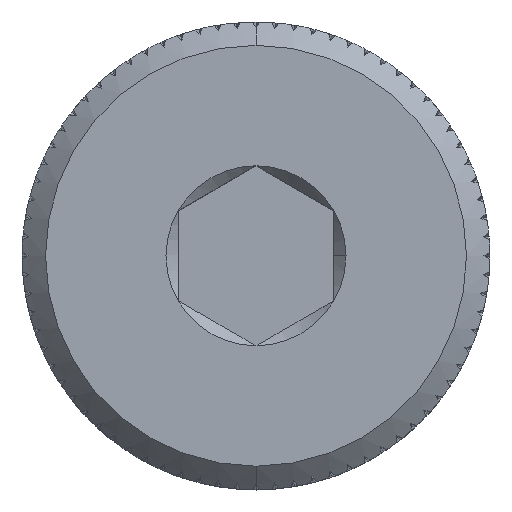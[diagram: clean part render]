
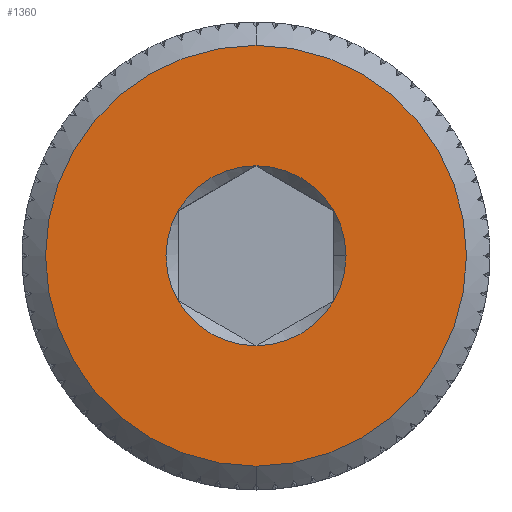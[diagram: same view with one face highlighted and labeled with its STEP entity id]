
A CAD part, top view. The second image highlights one B-rep face of the part: STEP entity #1360.
In plain terms, the highlighted planar face has unit normal (0, 0, 1).
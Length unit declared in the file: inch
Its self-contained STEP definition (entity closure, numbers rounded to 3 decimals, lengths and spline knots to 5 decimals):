
#251 = CIRCLE ( 'NONE', #7861, 0.07217 ) ;
#264 = DIRECTION ( 'NONE',  ( 1., 0., 0. ) ) ;
#406 = DIRECTION ( 'NONE',  ( 0., 0., 1. ) ) ;
#677 = PLANE ( 'NONE',  #7085 ) ;
#819 = CIRCLE ( 'NONE', #5246, 0.07217 ) ;
#969 = EDGE_LOOP ( 'NONE', ( #9744, #9895 ) ) ;
#982 = AXIS2_PLACEMENT_3D ( 'NONE', #1291, #7216, #4296 ) ;
#1081 = VERTEX_POINT ( 'NONE', #6097 ) ;
#1291 = CARTESIAN_POINT ( 'NONE',  ( 0., 0., 0.78125 ) ) ;
#1360 = ADVANCED_FACE ( 'NONE', ( #10391, #7893 ), #677, .F. ) ;
#1666 = CARTESIAN_POINT ( 'NONE',  ( 0.0625, -0.03608, 0.78125 ) ) ;
#1715 = DIRECTION ( 'NONE',  ( 0., 0., -1. ) ) ;
#2177 = CARTESIAN_POINT ( 'NONE',  ( 0.0625, 0.03608, 0.78125 ) ) ;
#2229 = DIRECTION ( 'NONE',  ( 1., 0., 0. ) ) ;
#2350 = CIRCLE ( 'NONE', #982, 0.07217 ) ;
#2490 = DIRECTION ( 'NONE',  ( 1., 0., 0. ) ) ;
#2494 = CARTESIAN_POINT ( 'NONE',  ( 0., 0., 0.78125 ) ) ;
#2508 = CARTESIAN_POINT ( 'NONE',  ( -0.0625, 0.03608, 0.78125 ) ) ;
#2618 = CARTESIAN_POINT ( 'NONE',  ( 0., 0., 0.78125 ) ) ;
#2659 = AXIS2_PLACEMENT_3D ( 'NONE', #5201, #10061, #264 ) ;
#2667 = VERTEX_POINT ( 'NONE', #12845 ) ;
#2693 = ORIENTED_EDGE ( 'NONE', *, *, #11227, .F. ) ;
#2726 = EDGE_CURVE ( 'NONE', #12359, #12112, #7724, .T. ) ;
#2907 = AXIS2_PLACEMENT_3D ( 'NONE', #2618, #12514, #9547 ) ;
#3382 = EDGE_CURVE ( 'NONE', #11876, #2667, #2350, .T. ) ;
#3623 = ORIENTED_EDGE ( 'NONE', *, *, #12110, .F. ) ;
#3673 = DIRECTION ( 'NONE',  ( 0., -1., 0. ) ) ;
#3728 = DIRECTION ( 'NONE',  ( 0., 1., 0. ) ) ;
#3791 = CARTESIAN_POINT ( 'NONE',  ( 0., -0.16875, 0.78125 ) ) ;
#3963 = ORIENTED_EDGE ( 'NONE', *, *, #3382, .F. ) ;
#4296 = DIRECTION ( 'NONE',  ( 1., 0., 0. ) ) ;
#4440 = CARTESIAN_POINT ( 'NONE',  ( 0., -0.07217, 0.78125 ) ) ;
#4702 = EDGE_CURVE ( 'NONE', #12112, #12678, #11866, .T. ) ;
#4717 = CIRCLE ( 'NONE', #2659, 0.07217 ) ;
#5067 = EDGE_CURVE ( 'NONE', #6491, #12359, #4717, .T. ) ;
#5201 = CARTESIAN_POINT ( 'NONE',  ( 0., 0., 0.78125 ) ) ;
#5246 = AXIS2_PLACEMENT_3D ( 'NONE', #8416, #10513, #2490 ) ;
#5400 = ORIENTED_EDGE ( 'NONE', *, *, #4702, .F. ) ;
#5509 = CIRCLE ( 'NONE', #2907, 0.16875 ) ;
#5635 = EDGE_LOOP ( 'NONE', ( #3623, #11256, #5400, #11973, #8276, #2693, #3963 ) ) ;
#6097 = CARTESIAN_POINT ( 'NONE',  ( 0., 0.16875, 0.78125 ) ) ;
#6100 = CIRCLE ( 'NONE', #12408, 0.16875 ) ;
#6491 = VERTEX_POINT ( 'NONE', #4440 ) ;
#7029 = DIRECTION ( 'NONE',  ( 0., 0., 1. ) ) ;
#7085 = AXIS2_PLACEMENT_3D ( 'NONE', #9604, #1715, #3728 ) ;
#7216 = DIRECTION ( 'NONE',  ( 0., 0., 1. ) ) ;
#7413 = EDGE_CURVE ( 'NONE', #12678, #11537, #251, .T. ) ;
#7724 = CIRCLE ( 'NONE', #8091, 0.07217 ) ;
#7861 = AXIS2_PLACEMENT_3D ( 'NONE', #2494, #9426, #10209 ) ;
#7893 = FACE_OUTER_BOUND ( 'NONE', #969, .T. ) ;
#7915 = CIRCLE ( 'NONE', #11426, 0.07217 ) ;
#8027 = CARTESIAN_POINT ( 'NONE',  ( 0., 0., 0.78125 ) ) ;
#8091 = AXIS2_PLACEMENT_3D ( 'NONE', #12146, #11116, #10058 ) ;
#8276 = ORIENTED_EDGE ( 'NONE', *, *, #5067, .F. ) ;
#8379 = AXIS2_PLACEMENT_3D ( 'NONE', #9147, #406, #2229 ) ;
#8416 = CARTESIAN_POINT ( 'NONE',  ( 0., 0., 0.78125 ) ) ;
#8532 = CARTESIAN_POINT ( 'NONE',  ( 0., 0., 0.78125 ) ) ;
#9123 = EDGE_CURVE ( 'NONE', #1081, #9860, #5509, .T. ) ;
#9147 = CARTESIAN_POINT ( 'NONE',  ( 0., 0., 0.78125 ) ) ;
#9426 = DIRECTION ( 'NONE',  ( 0., 0., 1. ) ) ;
#9547 = DIRECTION ( 'NONE',  ( 0., -1., 0. ) ) ;
#9604 = CARTESIAN_POINT ( 'NONE',  ( 0., 0.16875, 0.78125 ) ) ;
#9744 = ORIENTED_EDGE ( 'NONE', *, *, #9123, .T. ) ;
#9860 = VERTEX_POINT ( 'NONE', #3791 ) ;
#9895 = ORIENTED_EDGE ( 'NONE', *, *, #10806, .T. ) ;
#9908 = CARTESIAN_POINT ( 'NONE',  ( 0.07217, 0., 0.78125 ) ) ;
#9996 = DIRECTION ( 'NONE',  ( 1., 0., 0. ) ) ;
#10058 = DIRECTION ( 'NONE',  ( 1., 0., 0. ) ) ;
#10061 = DIRECTION ( 'NONE',  ( 0., 0., 1. ) ) ;
#10209 = DIRECTION ( 'NONE',  ( 1., 0., 0. ) ) ;
#10391 = FACE_BOUND ( 'NONE', #5635, .T. ) ;
#10513 = DIRECTION ( 'NONE',  ( 0., 0., 1. ) ) ;
#10765 = CARTESIAN_POINT ( 'NONE',  ( 0., 0.07217, 0.78125 ) ) ;
#10806 = EDGE_CURVE ( 'NONE', #9860, #1081, #6100, .T. ) ;
#11116 = DIRECTION ( 'NONE',  ( 0., 0., 1. ) ) ;
#11227 = EDGE_CURVE ( 'NONE', #2667, #6491, #819, .T. ) ;
#11256 = ORIENTED_EDGE ( 'NONE', *, *, #7413, .F. ) ;
#11426 = AXIS2_PLACEMENT_3D ( 'NONE', #8027, #7029, #9996 ) ;
#11537 = VERTEX_POINT ( 'NONE', #10765 ) ;
#11557 = DIRECTION ( 'NONE',  ( 0., 0., 1. ) ) ;
#11866 = CIRCLE ( 'NONE', #8379, 0.07217 ) ;
#11876 = VERTEX_POINT ( 'NONE', #2508 ) ;
#11973 = ORIENTED_EDGE ( 'NONE', *, *, #2726, .F. ) ;
#12110 = EDGE_CURVE ( 'NONE', #11537, #11876, #7915, .T. ) ;
#12112 = VERTEX_POINT ( 'NONE', #9908 ) ;
#12146 = CARTESIAN_POINT ( 'NONE',  ( 0., 0., 0.78125 ) ) ;
#12359 = VERTEX_POINT ( 'NONE', #1666 ) ;
#12408 = AXIS2_PLACEMENT_3D ( 'NONE', #8532, #11557, #3673 ) ;
#12514 = DIRECTION ( 'NONE',  ( 0., 0., 1. ) ) ;
#12678 = VERTEX_POINT ( 'NONE', #2177 ) ;
#12845 = CARTESIAN_POINT ( 'NONE',  ( -0.0625, -0.03608, 0.78125 ) ) ;
